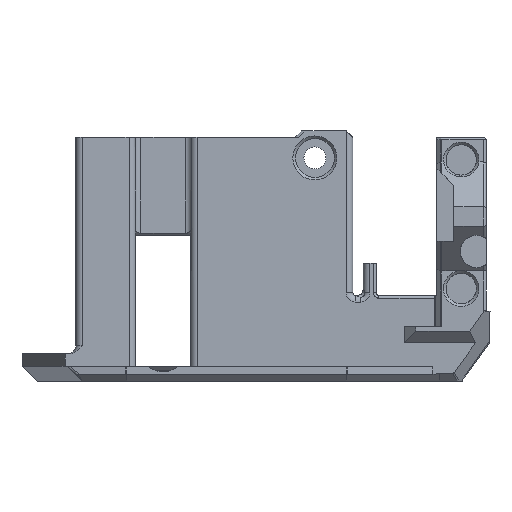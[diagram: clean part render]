
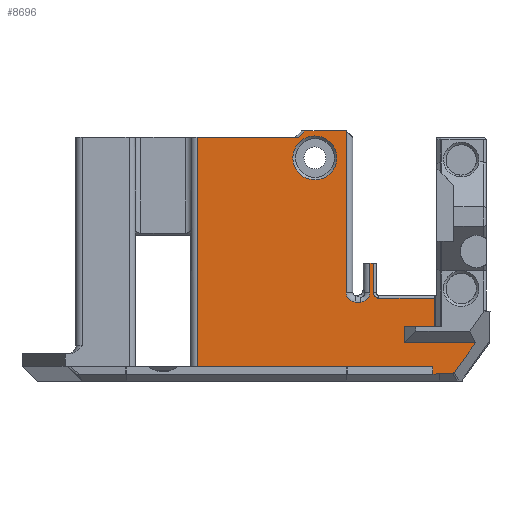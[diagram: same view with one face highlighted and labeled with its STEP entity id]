
A CAD part, left-side view. The second image highlights one B-rep face of the part: STEP entity #8696.
In plain terms, the highlighted planar face has unit normal (-1, 0, 0).
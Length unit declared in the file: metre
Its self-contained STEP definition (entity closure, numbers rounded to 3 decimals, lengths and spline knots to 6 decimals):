
#114=CIRCLE('',#9259,0.0014);
#118=CIRCLE('',#9264,0.0034);
#119=CIRCLE('',#9267,0.0008);
#120=CIRCLE('',#9268,0.0014);
#603=ELLIPSE('',#9265,0.000567,0.0004);
#604=ELLIPSE('',#9266,0.000602,0.0004);
#1007=ORIENTED_EDGE('',*,*,#3640,.F.);
#1008=ORIENTED_EDGE('',*,*,#3641,.F.);
#1009=ORIENTED_EDGE('',*,*,#3642,.T.);
#1010=ORIENTED_EDGE('',*,*,#3601,.F.);
#1011=ORIENTED_EDGE('',*,*,#3643,.F.);
#1012=ORIENTED_EDGE('',*,*,#3644,.F.);
#1013=ORIENTED_EDGE('',*,*,#3645,.T.);
#1014=ORIENTED_EDGE('',*,*,#3646,.F.);
#1015=ORIENTED_EDGE('',*,*,#3647,.F.);
#1016=ORIENTED_EDGE('',*,*,#3648,.F.);
#1017=ORIENTED_EDGE('',*,*,#3649,.F.);
#1018=ORIENTED_EDGE('',*,*,#3650,.F.);
#1019=ORIENTED_EDGE('',*,*,#3651,.F.);
#1020=ORIENTED_EDGE('',*,*,#3652,.F.);
#1021=ORIENTED_EDGE('',*,*,#3653,.F.);
#1022=ORIENTED_EDGE('',*,*,#3654,.F.);
#1023=ORIENTED_EDGE('',*,*,#3655,.F.);
#1024=ORIENTED_EDGE('',*,*,#3656,.F.);
#1025=ORIENTED_EDGE('',*,*,#3657,.T.);
#1026=ORIENTED_EDGE('',*,*,#3658,.F.);
#1027=ORIENTED_EDGE('',*,*,#3659,.F.);
#1028=ORIENTED_EDGE('',*,*,#3660,.F.);
#1029=ORIENTED_EDGE('',*,*,#3636,.F.);
#1030=ORIENTED_EDGE('',*,*,#3661,.F.);
#1031=ORIENTED_EDGE('',*,*,#3662,.F.);
#3601=EDGE_CURVE('',#4922,#4923,#5761,.T.);
#3636=EDGE_CURVE('',#4946,#4947,#114,.T.);
#3640=EDGE_CURVE('',#4950,#4950,#118,.T.);
#3641=EDGE_CURVE('',#4951,#4952,#5780,.T.);
#3642=EDGE_CURVE('',#4951,#4923,#5781,.T.);
#3643=EDGE_CURVE('',#4953,#4922,#5782,.T.);
#3644=EDGE_CURVE('',#4954,#4953,#5783,.T.);
#3645=EDGE_CURVE('',#4954,#4955,#5784,.T.);
#3646=EDGE_CURVE('',#4956,#4955,#603,.T.);
#3647=EDGE_CURVE('',#4957,#4956,#5785,.T.);
#3648=EDGE_CURVE('',#4958,#4957,#604,.T.);
#3649=EDGE_CURVE('',#4959,#4958,#5786,.T.);
#3650=EDGE_CURVE('',#4960,#4959,#5787,.T.);
#3651=EDGE_CURVE('',#4961,#4960,#5788,.T.);
#3652=EDGE_CURVE('',#4962,#4961,#5789,.T.);
#3653=EDGE_CURVE('',#4963,#4962,#5790,.T.);
#3654=EDGE_CURVE('',#4964,#4963,#5791,.T.);
#3655=EDGE_CURVE('',#4965,#4964,#119,.T.);
#3656=EDGE_CURVE('',#4966,#4965,#5792,.T.);
#3657=EDGE_CURVE('',#4966,#4967,#5793,.T.);
#3658=EDGE_CURVE('',#4968,#4967,#5794,.T.);
#3659=EDGE_CURVE('',#4969,#4968,#120,.T.);
#3660=EDGE_CURVE('',#4947,#4969,#5795,.T.);
#3661=EDGE_CURVE('',#4970,#4946,#5796,.T.);
#3662=EDGE_CURVE('',#4952,#4970,#5797,.T.);
#4922=VERTEX_POINT('',#12880);
#4923=VERTEX_POINT('',#12882);
#4946=VERTEX_POINT('',#12952);
#4947=VERTEX_POINT('',#12953);
#4950=VERTEX_POINT('',#12961);
#4951=VERTEX_POINT('',#12963);
#4952=VERTEX_POINT('',#12964);
#4953=VERTEX_POINT('',#12967);
#4954=VERTEX_POINT('',#12969);
#4955=VERTEX_POINT('',#12971);
#4956=VERTEX_POINT('',#12973);
#4957=VERTEX_POINT('',#12975);
#4958=VERTEX_POINT('',#12977);
#4959=VERTEX_POINT('',#12979);
#4960=VERTEX_POINT('',#12981);
#4961=VERTEX_POINT('',#12983);
#4962=VERTEX_POINT('',#12985);
#4963=VERTEX_POINT('',#12987);
#4964=VERTEX_POINT('',#12989);
#4965=VERTEX_POINT('',#12991);
#4966=VERTEX_POINT('',#12993);
#4967=VERTEX_POINT('',#12995);
#4968=VERTEX_POINT('',#12997);
#4969=VERTEX_POINT('',#12999);
#4970=VERTEX_POINT('',#13002);
#5761=LINE('',#12881,#6598);
#5780=LINE('',#12962,#6617);
#5781=LINE('',#12965,#6618);
#5782=LINE('',#12966,#6619);
#5783=LINE('',#12968,#6620);
#5784=LINE('',#12970,#6621);
#5785=LINE('',#12974,#6622);
#5786=LINE('',#12978,#6623);
#5787=LINE('',#12980,#6624);
#5788=LINE('',#12982,#6625);
#5789=LINE('',#12984,#6626);
#5790=LINE('',#12986,#6627);
#5791=LINE('',#12988,#6628);
#5792=LINE('',#12992,#6629);
#5793=LINE('',#12994,#6630);
#5794=LINE('',#12996,#6631);
#5795=LINE('',#13000,#6632);
#5796=LINE('',#13001,#6633);
#5797=LINE('',#13003,#6634);
#6598=VECTOR('',#10252,1.);
#6617=VECTOR('',#10339,1.);
#6618=VECTOR('',#10340,1.);
#6619=VECTOR('',#10341,1.);
#6620=VECTOR('',#10342,1.);
#6621=VECTOR('',#10343,1.);
#6622=VECTOR('',#10346,1.);
#6623=VECTOR('',#10349,1.);
#6624=VECTOR('',#10350,1.);
#6625=VECTOR('',#10351,1.);
#6626=VECTOR('',#10352,1.);
#6627=VECTOR('',#10353,1.);
#6628=VECTOR('',#10354,1.);
#6629=VECTOR('',#10357,1.);
#6630=VECTOR('',#10358,1.);
#6631=VECTOR('',#10359,1.);
#6632=VECTOR('',#10362,1.);
#6633=VECTOR('',#10363,1.);
#6634=VECTOR('',#10364,1.);
#7346=EDGE_LOOP('',(#1007));
#7347=EDGE_LOOP('',(#1008,#1009,#1010,#1011,#1012,#1013,#1014,#1015,#1016,
#1017,#1018,#1019,#1020,#1021,#1022,#1023,#1024,#1025,#1026,#1027,#1028,
#1029,#1030,#1031));
#7886=FACE_BOUND('',#7346,.T.);
#7887=FACE_BOUND('',#7347,.T.);
#8407=PLANE('',#9263);
#8696=ADVANCED_FACE('',(#7886,#7887),#8407,.T.);
#9259=AXIS2_PLACEMENT_3D('',#12951,#10327,#10328);
#9263=AXIS2_PLACEMENT_3D('',#12959,#10335,#10336);
#9264=AXIS2_PLACEMENT_3D('',#12960,#10337,#10338);
#9265=AXIS2_PLACEMENT_3D('',#12972,#10344,#10345);
#9266=AXIS2_PLACEMENT_3D('',#12976,#10347,#10348);
#9267=AXIS2_PLACEMENT_3D('',#12990,#10355,#10356);
#9268=AXIS2_PLACEMENT_3D('',#12998,#10360,#10361);
#10252=DIRECTION('',(0.,0.,1.));
#10327=DIRECTION('',(-1.,0.,0.));
#10328=DIRECTION('',(0.,1.,0.));
#10335=DIRECTION('',(-1.,0.,0.));
#10336=DIRECTION('',(0.,-1.,0.));
#10337=DIRECTION('',(-1.,0.,0.));
#10338=DIRECTION('',(0.,-1.,0.));
#10339=DIRECTION('',(0.,-0.707,0.707));
#10340=DIRECTION('',(0.,1.,0.));
#10341=DIRECTION('',(0.,1.,0.));
#10342=DIRECTION('',(0.,0.,1.));
#10343=DIRECTION('',(0.,-0.984,0.176));
#10344=DIRECTION('',(-1.,0.,0.));
#10345=DIRECTION('',(0.,0.09,-0.996));
#10346=DIRECTION('',(0.,1.,0.));
#10347=DIRECTION('',(1.,0.,0.));
#10348=DIRECTION('',(0.,0.458,0.889));
#10349=DIRECTION('',(0.,0.581,-0.814));
#10350=DIRECTION('',(0.,-1.,0.));
#10351=DIRECTION('',(0.,0.,-1.));
#10352=DIRECTION('',(0.,1.,0.));
#10353=DIRECTION('',(0.,0.,-1.));
#10354=DIRECTION('',(0.,-1.,0.));
#10355=DIRECTION('',(-1.,0.,0.));
#10356=DIRECTION('',(0.,-1.,0.));
#10357=DIRECTION('',(0.,0.,-1.));
#10358=DIRECTION('',(0.,1.,0.));
#10359=DIRECTION('',(0.,0.,1.));
#10360=DIRECTION('',(-1.,0.,0.));
#10361=DIRECTION('',(0.,1.,0.));
#10362=DIRECTION('',(0.,-1.,0.));
#10363=DIRECTION('',(0.,0.,-1.));
#10364=DIRECTION('',(0.,-1.,0.));
#12880=CARTESIAN_POINT('',(-0.246684,0.109629,0.0022));
#12881=CARTESIAN_POINT('',(-0.246684,0.109629,0.020415));
#12882=CARTESIAN_POINT('',(-0.246684,0.109629,0.03763));
#12951=CARTESIAN_POINT('',(-0.246684,0.085154,0.0136));
#12952=CARTESIAN_POINT('',(-0.246684,0.086554,0.0136));
#12953=CARTESIAN_POINT('',(-0.246684,0.085154,0.0122));
#12959=CARTESIAN_POINT('',(-0.246684,0.128379,0.0032));
#12960=CARTESIAN_POINT('',(-0.246684,0.09142,0.034464));
#12961=CARTESIAN_POINT('',(-0.246684,0.08802,0.034464));
#12962=CARTESIAN_POINT('',(-0.246684,0.108941,0.022652));
#12963=CARTESIAN_POINT('',(-0.246684,0.093965,0.03763));
#12964=CARTESIAN_POINT('',(-0.246684,0.092963,0.03863));
#12965=CARTESIAN_POINT('',(-0.246684,0.128379,0.03763));
#12966=CARTESIAN_POINT('',(-0.246684,0.09867,0.0022));
#12967=CARTESIAN_POINT('',(-0.246684,0.07318,0.0022));
#12968=CARTESIAN_POINT('',(-0.246684,0.07318,0.0024));
#12969=CARTESIAN_POINT('',(-0.246684,0.07318,0.001006));
#12970=CARTESIAN_POINT('',(-0.246684,0.126279,-0.008512));
#12971=CARTESIAN_POINT('',(-0.246684,0.072126,0.001195));
#12972=CARTESIAN_POINT('',(-0.246684,0.072101,0.000634));
#12973=CARTESIAN_POINT('',(-0.246684,0.072075,0.0012));
#12974=CARTESIAN_POINT('',(-0.246684,0.110768,0.0012));
#12975=CARTESIAN_POINT('',(-0.246684,0.070108,0.0012));
#12976=CARTESIAN_POINT('',(-0.246684,0.070253,0.001766));
#12977=CARTESIAN_POINT('',(-0.246684,0.069878,0.001318));
#12978=CARTESIAN_POINT('',(-0.246684,0.069573,0.001745));
#12979=CARTESIAN_POINT('',(-0.246684,0.066605,0.0059));
#12980=CARTESIAN_POINT('',(-0.246684,0.071641,0.0059));
#12981=CARTESIAN_POINT('',(-0.246684,0.077621,0.0059));
#12982=CARTESIAN_POINT('',(-0.246684,0.077621,0.0045));
#12983=CARTESIAN_POINT('',(-0.246684,0.077621,0.0084));
#12984=CARTESIAN_POINT('',(-0.246684,0.077721,0.0084));
#12985=CARTESIAN_POINT('',(-0.246684,0.072965,0.0084));
#12986=CARTESIAN_POINT('',(-0.246684,0.072965,0.019315));
#12987=CARTESIAN_POINT('',(-0.246684,0.072965,0.0128));
#12988=CARTESIAN_POINT('',(-0.246684,0.097188,0.0128));
#12989=CARTESIAN_POINT('',(-0.246684,0.081546,0.0128));
#12990=CARTESIAN_POINT('',(-0.246684,0.081546,0.0136));
#12991=CARTESIAN_POINT('',(-0.246684,0.082346,0.0136));
#12992=CARTESIAN_POINT('',(-0.246684,0.082346,0.0082));
#12993=CARTESIAN_POINT('',(-0.246684,0.082346,0.0182));
#12994=CARTESIAN_POINT('',(-0.246684,0.128379,0.0182));
#12995=CARTESIAN_POINT('',(-0.246684,0.082946,0.0182));
#12996=CARTESIAN_POINT('',(-0.246684,0.082946,0.0052));
#12997=CARTESIAN_POINT('',(-0.246684,0.082946,0.0136));
#12998=CARTESIAN_POINT('',(-0.246684,0.084346,0.0136));
#12999=CARTESIAN_POINT('',(-0.246684,0.084346,0.0122));
#13000=CARTESIAN_POINT('',(-0.246684,0.097188,0.0122));
#13001=CARTESIAN_POINT('',(-0.246684,0.086554,0.014308));
#13002=CARTESIAN_POINT('',(-0.246684,0.086554,0.03863));
#13003=CARTESIAN_POINT('',(-0.246684,0.09867,0.03863));
